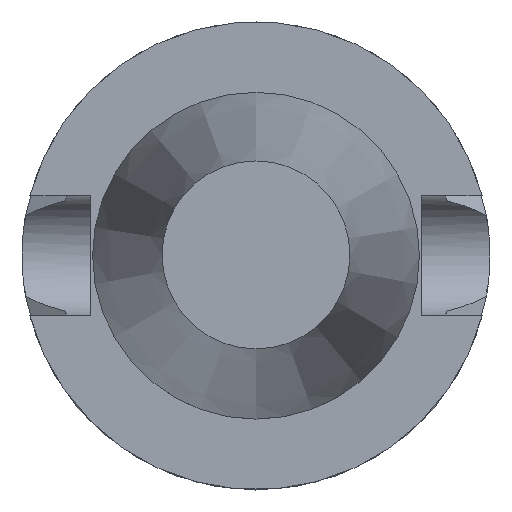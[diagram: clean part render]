
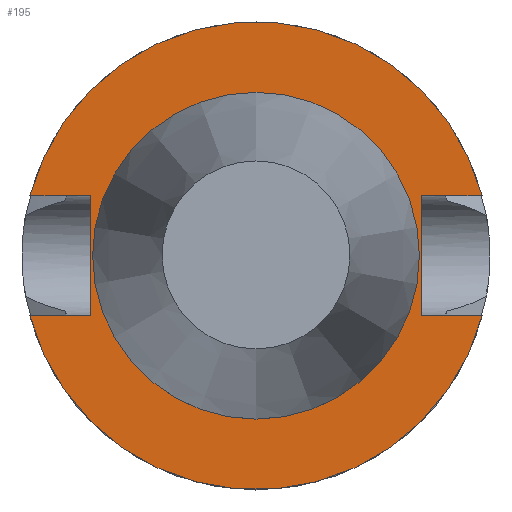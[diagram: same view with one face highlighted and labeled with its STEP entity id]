
A CAD part, top view. The second image highlights one B-rep face of the part: STEP entity #195.
In plain terms, the highlighted planar face has unit normal (0, 0, 1).
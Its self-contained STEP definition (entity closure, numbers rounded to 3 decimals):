
#123=EDGE_CURVE('240[2]',#370,#371,#372,.T.);
#131=EDGE_CURVE('240[2]',#386,#386,#387,.T.);
#173=EDGE_CURVE('240[2]',#379,#453,#454,.T.);
#195=ADVANCED_FACE('240[2]',(#483,#484),#485,.T.);
#210=EDGE_CURVE('240[2]',#507,#508,#509,.T.);
#225=EDGE_CURVE('240[2]',#370,#508,#531,.T.);
#229=EDGE_CURVE('240[2]',#477,#535,#536,.T.);
#271=EDGE_CURVE('240[2]',#453,#507,#591,.T.);
#273=EDGE_CURVE('240[2]',#371,#477,#593,.T.);
#283=EDGE_CURVE('240[2]',#379,#535,#606,.T.);
#370=VERTEX_POINT('',#700);
#371=VERTEX_POINT('',#701);
#372=CIRCLE('',#702,50.0);
#379=VERTEX_POINT('',#712);
#386=VERTEX_POINT('',#729);
#387=CIRCLE('',#730,34.925);
#453=VERTEX_POINT('',#880);
#454=CIRCLE('',#881,50.0);
#477=VERTEX_POINT('',#912);
#483=FACE_OUTER_BOUND('',#922,.T.);
#484=FACE_BOUND('',#923,.T.);
#485=PLANE('',#924);
#507=VERTEX_POINT('',#959);
#508=VERTEX_POINT('',#960);
#509=LINE('',#961,#962);
#531=LINE('',#999,#1000);
#535=VERTEX_POINT('',#1007);
#536=LINE('',#1008,#1009);
#591=LINE('',#1103,#1104);
#593=LINE('',#1107,#1108);
#606=LINE('',#1125,#1126);
#700=CARTESIAN_POINT('',(48.321,-12.85,-1.5));
#701=CARTESIAN_POINT('',(-48.321,-12.85,-1.5));
#702=AXIS2_PLACEMENT_3D('',#1333,#1334,#1335);
#712=CARTESIAN_POINT('',(-48.321,12.85,-1.5));
#729=CARTESIAN_POINT('',(0.,-34.925,-1.5));
#730=AXIS2_PLACEMENT_3D('',#1338,#1339,#1340);
#880=CARTESIAN_POINT('',(48.321,12.85,-1.5));
#881=AXIS2_PLACEMENT_3D('',#1401,#1402,#1403);
#912=CARTESIAN_POINT('',(-35.4,-12.85,-1.5));
#922=EDGE_LOOP('',(#1436,#1437,#1438,#1439,#1440,#1441,#1442,#1443));
#923=EDGE_LOOP('',(#1444));
#924=AXIS2_PLACEMENT_3D('',#1445,#1446,#1447);
#959=CARTESIAN_POINT('',(35.4,12.85,-1.5));
#960=CARTESIAN_POINT('',(35.4,-12.85,-1.5));
#961=CARTESIAN_POINT('',(35.4,-14.856,-1.5));
#962=VECTOR('',#1477,1.0);
#999=CARTESIAN_POINT('',(24.174,-12.85,-1.5));
#1000=VECTOR('',#1505,1.0);
#1007=CARTESIAN_POINT('',(-35.4,12.85,-1.5));
#1008=CARTESIAN_POINT('',(-35.4,-14.856,-1.5));
#1009=VECTOR('',#1507,1.0);
#1103=CARTESIAN_POINT('',(24.174,12.85,-1.5));
#1104=VECTOR('',#1571,1.0);
#1107=CARTESIAN_POINT('',(-24.174,-12.85,-1.5));
#1108=VECTOR('',#1572,1.0);
#1125=CARTESIAN_POINT('',(-24.174,12.85,-1.5));
#1126=VECTOR('',#1590,1.0);
#1333=CARTESIAN_POINT('',(0.,0.,-1.5));
#1334=DIRECTION('',(0.,0.,-1.0));
#1335=DIRECTION('',(0.,-1.0,0.));
#1338=CARTESIAN_POINT('',(0.,0.,-1.5));
#1339=DIRECTION('',(0.,0.,-1.0));
#1340=DIRECTION('',(0.,-1.0,0.));
#1401=CARTESIAN_POINT('',(0.,0.,-1.5));
#1402=DIRECTION('',(0.,0.,-1.0));
#1403=DIRECTION('',(0.,-1.0,0.));
#1436=ORIENTED_EDGE('',*,*,#123,.F.);
#1437=ORIENTED_EDGE('',*,*,#225,.T.);
#1438=ORIENTED_EDGE('',*,*,#210,.F.);
#1439=ORIENTED_EDGE('',*,*,#271,.F.);
#1440=ORIENTED_EDGE('',*,*,#173,.F.);
#1441=ORIENTED_EDGE('',*,*,#283,.T.);
#1442=ORIENTED_EDGE('',*,*,#229,.F.);
#1443=ORIENTED_EDGE('',*,*,#273,.F.);
#1444=ORIENTED_EDGE('',*,*,#131,.T.);
#1445=CARTESIAN_POINT('',(0.,-42.463,-1.5));
#1446=DIRECTION('',(0.,0.,1.0));
#1447=DIRECTION('',(1.0,0.,0.0));
#1477=DIRECTION('',(0.,-1.0,0.));
#1505=DIRECTION('',(-1.0,0.,0.));
#1507=DIRECTION('',(0.,1.0,0.));
#1571=DIRECTION('',(-1.0,0.,0.));
#1572=DIRECTION('',(1.0,0.,0.));
#1590=DIRECTION('',(1.0,0.,0.));
